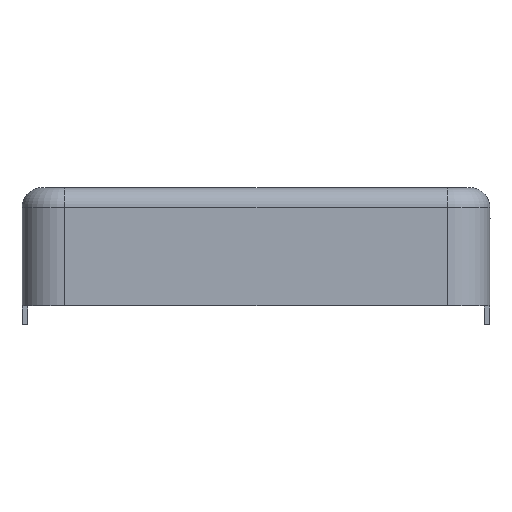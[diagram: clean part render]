
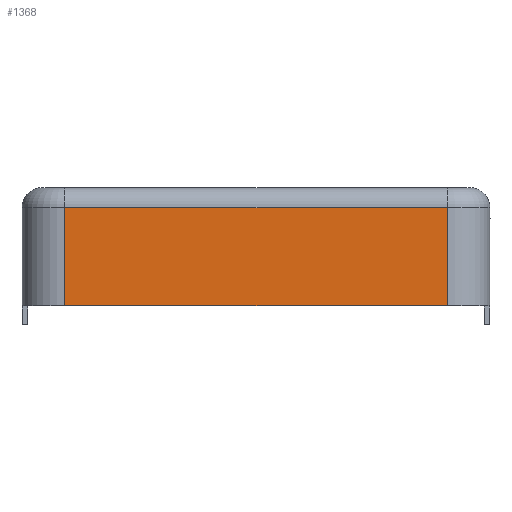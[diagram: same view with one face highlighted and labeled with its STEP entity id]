
A CAD part, left-side view. The second image highlights one B-rep face of the part: STEP entity #1368.
In plain terms, the highlighted face is planar.
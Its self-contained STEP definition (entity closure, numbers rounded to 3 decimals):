
#56=PLANE('',#1541);
#81=LINE('',#2072,#193);
#127=LINE('',#2233,#239);
#149=LINE('',#2306,#261);
#171=LINE('',#2373,#283);
#193=VECTOR('',#1627,1000.);
#239=VECTOR('',#1779,1000.);
#261=VECTOR('',#1869,1000.);
#283=VECTOR('',#1965,1000.);
#632=ORIENTED_EDGE('',*,*,#716,.T.);
#633=ORIENTED_EDGE('',*,*,#797,.F.);
#634=ORIENTED_EDGE('',*,*,#871,.F.);
#635=ORIENTED_EDGE('',*,*,#835,.T.);
#716=EDGE_CURVE('',#913,#912,#81,.T.);
#797=EDGE_CURVE('',#974,#912,#127,.T.);
#835=EDGE_CURVE('',#992,#913,#149,.T.);
#871=EDGE_CURVE('',#992,#974,#171,.T.);
#912=VERTEX_POINT('',#2071);
#913=VERTEX_POINT('',#2073);
#974=VERTEX_POINT('',#2232);
#992=VERTEX_POINT('',#2307);
#1162=EDGE_LOOP('',(#632,#633,#634,#635));
#1252=FACE_BOUND('',#1162,.T.);
#1368=ADVANCED_FACE('',(#1252),#56,.T.);
#1541=AXIS2_PLACEMENT_3D('',#2372,#1963,#1964);
#1627=DIRECTION('',(-1.,0.,0.));
#1779=DIRECTION('',(0.,-1.,0.));
#1869=DIRECTION('',(0.,-1.,0.));
#1963=DIRECTION('',(0.,0.,-1.));
#1964=DIRECTION('',(-1.,0.,0.));
#1965=DIRECTION('',(-1.,0.,0.));
#2071=CARTESIAN_POINT('',(-10.35,-6.4,-14.65));
#2072=CARTESIAN_POINT('',(10.35,-6.4,-14.65));
#2073=CARTESIAN_POINT('',(10.35,-6.4,-14.65));
#2232=CARTESIAN_POINT('',(-10.35,-1.1,-14.65));
#2233=CARTESIAN_POINT('',(-10.35,0.,-14.65));
#2306=CARTESIAN_POINT('',(10.35,0.,-14.65));
#2307=CARTESIAN_POINT('',(10.35,-1.1,-14.65));
#2372=CARTESIAN_POINT('',(10.35,0.,-14.65));
#2373=CARTESIAN_POINT('',(10.35,-1.1,-14.65));
